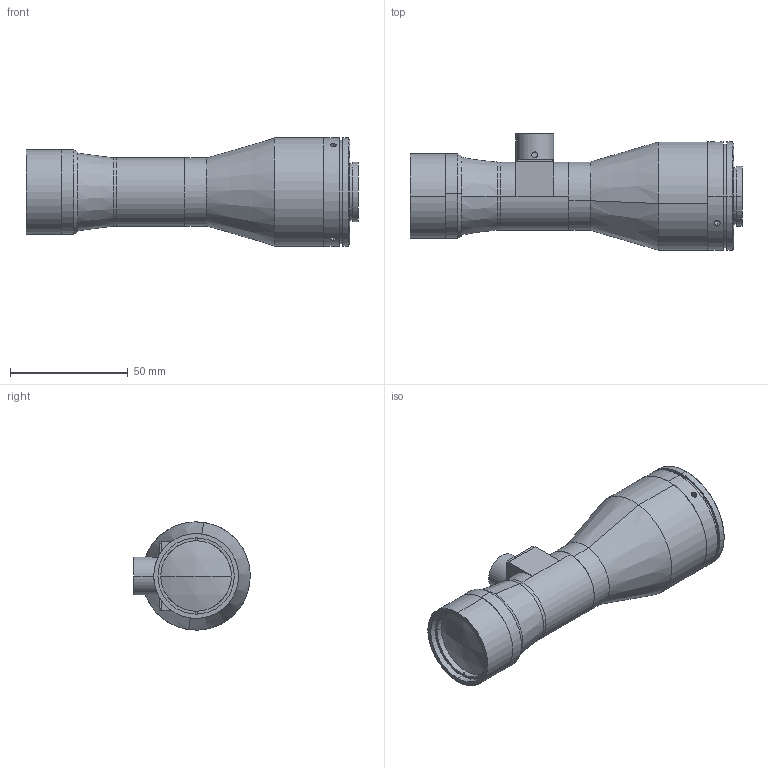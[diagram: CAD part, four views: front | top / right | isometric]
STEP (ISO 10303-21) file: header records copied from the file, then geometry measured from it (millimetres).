
FILE_DESCRIPTION (( 'STEP AP203' ), '1' );
FILE_NAME ('XF-5MDT074X65D-1C-蚾饜极-20151117V5.STEP', '2016-02-22T01:41:21', ( 'cherishsunshine' ), ( '' ), 'SwSTEP 2.0', 'SolidWorks 2014', '' );
FILE_SCHEMA (( 'CONFIG_CONTROL_DESIGN' ));
Length unit declared in the file: millimetre
Products named in the file (1): XF-5MDT074X65D-1C-蚾饜极-20151117V5
Bounding box: 141.03 x 49.5 x 46 mm (x, y, z)
Surface area: 26168.5 mm2 (no closed solid volume)
Topology: 0 solids, 11 shells, 115 faces, 292 edges, 193 vertices
Faces by surface type: cylinder 65, plane 40, cone 8, sphere 2
Entity records: 3849 total; most frequent: CARTESIAN_POINT 909, DIRECTION 656, ORIENTED_EDGE 506, EDGE_CURVE 292, AXIS2_PLACEMENT_3D 264, VERTEX_POINT 193, CIRCLE 148, EDGE_LOOP 144
